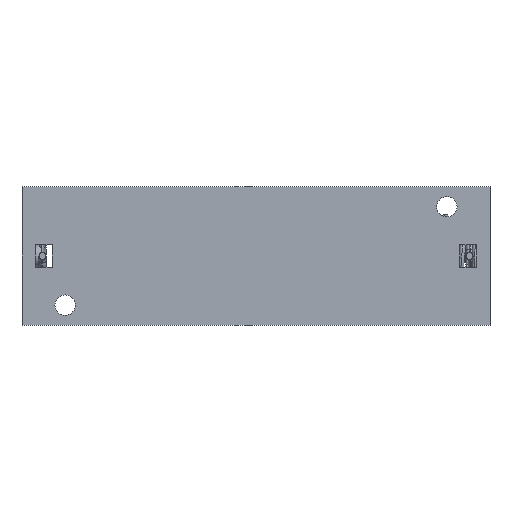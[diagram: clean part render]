
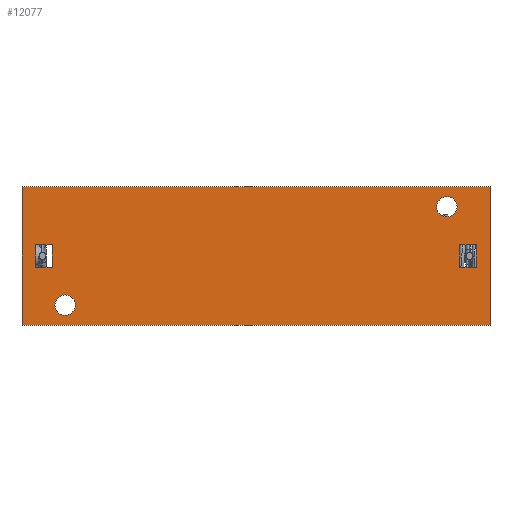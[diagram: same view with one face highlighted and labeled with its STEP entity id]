
A CAD part, front view. The second image highlights one B-rep face of the part: STEP entity #12077.
In plain terms, the highlighted planar face has unit normal (0, -1, 0).
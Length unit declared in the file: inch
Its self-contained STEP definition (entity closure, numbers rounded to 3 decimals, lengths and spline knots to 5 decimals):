
#116 = DIRECTION ( 'NONE',  ( 0., 1., 0. ) ) ;
#169 = VERTEX_POINT ( 'NONE', #29288 ) ;
#237 = LINE ( 'NONE', #9381, #34769 ) ;
#555 = CIRCLE ( 'NONE', #36108, 0.049 ) ;
#678 = CARTESIAN_POINT ( 'NONE',  ( -0.86173, -0.40627, 0.08338 ) ) ;
#1106 = CARTESIAN_POINT ( 'NONE',  ( -0.79973, -0.40627, -0.20662 ) ) ;
#1252 = VERTEX_POINT ( 'NONE', #13120 ) ;
#1923 = LINE ( 'NONE', #11903, #37514 ) ;
#1986 = EDGE_CURVE ( 'NONE', #13603, #1252, #3036, .T. ) ;
#2862 = CARTESIAN_POINT ( 'NONE',  ( -1.00673, -0.40627, 0.36188 ) ) ;
#3036 = CIRCLE ( 'NONE', #42188, 0.049 ) ;
#3219 = LINE ( 'NONE', #28790, #33071 ) ;
#3283 = LINE ( 'NONE', #30695, #29986 ) ;
#3871 = CARTESIAN_POINT ( 'NONE',  ( 1.03027, -0.40627, 0.26538 ) ) ;
#4251 = EDGE_CURVE ( 'NONE', #1252, #13603, #555, .T. ) ;
#4454 = DIRECTION ( 'NONE',  ( 0., 0., 1. ) ) ;
#4527 = EDGE_CURVE ( 'NONE', #38077, #13551, #42880, .T. ) ;
#4529 = VECTOR ( 'NONE', #17060, 39.37008 ) ;
#4594 = EDGE_LOOP ( 'NONE', ( #8216, #20441, #31812, #24690 ) ) ;
#5368 = DIRECTION ( 'NONE',  ( 0., 0., 1. ) ) ;
#5369 = VERTEX_POINT ( 'NONE', #42358 ) ;
#5797 = ORIENTED_EDGE ( 'NONE', *, *, #9208, .T. ) ;
#5863 = VERTEX_POINT ( 'NONE', #7973 ) ;
#6429 = VERTEX_POINT ( 'NONE', #27604 ) ;
#6552 = VERTEX_POINT ( 'NONE', #38427 ) ;
#6813 = LINE ( 'NONE', #28287, #23577 ) ;
#7070 = CARTESIAN_POINT ( 'NONE',  ( -0.79973, -0.40627, -0.25562 ) ) ;
#7221 = DIRECTION ( 'NONE',  ( 0., 0., 1. ) ) ;
#7264 = DIRECTION ( 'NONE',  ( -1., 0., 0. ) ) ;
#7683 = ORIENTED_EDGE ( 'NONE', *, *, #19683, .T. ) ;
#7973 = CARTESIAN_POINT ( 'NONE',  ( -0.94173, -0.40627, -0.02462 ) ) ;
#8164 = CARTESIAN_POINT ( 'NONE',  ( 1.17227, -0.40627, 0.36188 ) ) ;
#8216 = ORIENTED_EDGE ( 'NONE', *, *, #38503, .T. ) ;
#8451 = CIRCLE ( 'NONE', #10631, 0.049 ) ;
#8792 = EDGE_LOOP ( 'NONE', ( #7683, #28991 ) ) ;
#9208 = EDGE_CURVE ( 'NONE', #6429, #16699, #1923, .T. ) ;
#9381 = CARTESIAN_POINT ( 'NONE',  ( 1.09227, -0.40627, 0.36188 ) ) ;
#9472 = CARTESIAN_POINT ( 'NONE',  ( 1.23727, -0.40627, -0.02462 ) ) ;
#10141 = DIRECTION ( 'NONE',  ( 1., 0., 0. ) ) ;
#10631 = AXIS2_PLACEMENT_3D ( 'NONE', #1106, #24503, #4454 ) ;
#11150 = LINE ( 'NONE', #2862, #19023 ) ;
#11391 = DIRECTION ( 'NONE',  ( 0., 1., 0. ) ) ;
#11903 = CARTESIAN_POINT ( 'NONE',  ( 1.23727, -0.40627, 0.08338 ) ) ;
#12077 = ADVANCED_FACE ( 'NONE', ( #25702, #16815, #33580, #24655, #34590 ), #39725, .F. ) ;
#12481 = ORIENTED_EDGE ( 'NONE', *, *, #4527, .T. ) ;
#13120 = CARTESIAN_POINT ( 'NONE',  ( 1.03027, -0.40627, 0.31438 ) ) ;
#13551 = VERTEX_POINT ( 'NONE', #32467 ) ;
#13603 = VERTEX_POINT ( 'NONE', #22491 ) ;
#13763 = ORIENTED_EDGE ( 'NONE', *, *, #1986, .T. ) ;
#14231 = ORIENTED_EDGE ( 'NONE', *, *, #37270, .T. ) ;
#14888 = CARTESIAN_POINT ( 'NONE',  ( -1.00673, -0.40627, -0.30312 ) ) ;
#14999 = DIRECTION ( 'NONE',  ( -1., 0., 0. ) ) ;
#16338 = EDGE_CURVE ( 'NONE', #13551, #169, #26095, .T. ) ;
#16699 = VERTEX_POINT ( 'NONE', #678 ) ;
#16815 = FACE_BOUND ( 'NONE', #18474, .T. ) ;
#16841 = VERTEX_POINT ( 'NONE', #41282 ) ;
#17060 = DIRECTION ( 'NONE',  ( 0., 0., -1. ) ) ;
#17421 = VERTEX_POINT ( 'NONE', #18183 ) ;
#17432 = CIRCLE ( 'NONE', #23940, 0.049 ) ;
#17643 = DIRECTION ( 'NONE',  ( 0., 1., 0. ) ) ;
#17683 = EDGE_CURVE ( 'NONE', #6552, #38077, #237, .T. ) ;
#18183 = CARTESIAN_POINT ( 'NONE',  ( 1.23727, -0.40627, -0.30312 ) ) ;
#18474 = EDGE_LOOP ( 'NONE', ( #19408, #30042, #5797, #14231 ) ) ;
#19023 = VECTOR ( 'NONE', #26089, 39.37008 ) ;
#19408 = ORIENTED_EDGE ( 'NONE', *, *, #26842, .T. ) ;
#19683 = EDGE_CURVE ( 'NONE', #5369, #27409, #17432, .T. ) ;
#19972 = VECTOR ( 'NONE', #35499, 39.37008 ) ;
#20177 = CARTESIAN_POINT ( 'NONE',  ( 1.23727, -0.40627, 0.36188 ) ) ;
#20441 = ORIENTED_EDGE ( 'NONE', *, *, #34552, .F. ) ;
#20994 = VERTEX_POINT ( 'NONE', #23337 ) ;
#20995 = ORIENTED_EDGE ( 'NONE', *, *, #37098, .T. ) ;
#22491 = CARTESIAN_POINT ( 'NONE',  ( 1.03027, -0.40627, 0.21638 ) ) ;
#22562 = CARTESIAN_POINT ( 'NONE',  ( 1.23727, -0.40627, 0.36188 ) ) ;
#22588 = VERTEX_POINT ( 'NONE', #22562 ) ;
#23192 = AXIS2_PLACEMENT_3D ( 'NONE', #20177, #116, #23526 ) ;
#23264 = ORIENTED_EDGE ( 'NONE', *, *, #4251, .T. ) ;
#23337 = CARTESIAN_POINT ( 'NONE',  ( -1.00673, -0.40627, 0.36188 ) ) ;
#23526 = DIRECTION ( 'NONE',  ( 0., 0., 1. ) ) ;
#23562 = EDGE_CURVE ( 'NONE', #5863, #6429, #3219, .T. ) ;
#23566 = EDGE_CURVE ( 'NONE', #22588, #20994, #37741, .T. ) ;
#23577 = VECTOR ( 'NONE', #24908, 39.37008 ) ;
#23940 = AXIS2_PLACEMENT_3D ( 'NONE', #31431, #11391, #34772 ) ;
#24503 = DIRECTION ( 'NONE',  ( 0., 1., 0. ) ) ;
#24655 = FACE_BOUND ( 'NONE', #29029, .T. ) ;
#24690 = ORIENTED_EDGE ( 'NONE', *, *, #23566, .T. ) ;
#24908 = DIRECTION ( 'NONE',  ( 0., 0., -1. ) ) ;
#25702 = FACE_BOUND ( 'NONE', #41409, .T. ) ;
#26089 = DIRECTION ( 'NONE',  ( 0., 0., -1. ) ) ;
#26095 = LINE ( 'NONE', #8164, #34984 ) ;
#26139 = DIRECTION ( 'NONE',  ( -1., 0., 0. ) ) ;
#26842 = EDGE_CURVE ( 'NONE', #16841, #5863, #3283, .T. ) ;
#27287 = DIRECTION ( 'NONE',  ( 0., 1., 0. ) ) ;
#27409 = VERTEX_POINT ( 'NONE', #7070 ) ;
#27590 = EDGE_CURVE ( 'NONE', #22588, #17421, #6813, .T. ) ;
#27604 = CARTESIAN_POINT ( 'NONE',  ( -0.94173, -0.40627, 0.08338 ) ) ;
#27774 = VECTOR ( 'NONE', #14999, 39.37008 ) ;
#28223 = DIRECTION ( 'NONE',  ( 0., 0., -1. ) ) ;
#28287 = CARTESIAN_POINT ( 'NONE',  ( 1.23727, -0.40627, 0.36188 ) ) ;
#28790 = CARTESIAN_POINT ( 'NONE',  ( -0.94173, -0.40627, 0.36188 ) ) ;
#28991 = ORIENTED_EDGE ( 'NONE', *, *, #32320, .T. ) ;
#29029 = EDGE_LOOP ( 'NONE', ( #23264, #13763 ) ) ;
#29288 = CARTESIAN_POINT ( 'NONE',  ( 1.17227, -0.40627, -0.02462 ) ) ;
#29986 = VECTOR ( 'NONE', #7264, 39.37008 ) ;
#30042 = ORIENTED_EDGE ( 'NONE', *, *, #23562, .T. ) ;
#30695 = CARTESIAN_POINT ( 'NONE',  ( 1.23727, -0.40627, -0.02462 ) ) ;
#30751 = VECTOR ( 'NONE', #26139, 39.37008 ) ;
#31431 = CARTESIAN_POINT ( 'NONE',  ( -0.79973, -0.40627, -0.20662 ) ) ;
#31674 = CARTESIAN_POINT ( 'NONE',  ( 1.23727, -0.40627, -0.30312 ) ) ;
#31805 = LINE ( 'NONE', #9472, #30751 ) ;
#31812 = ORIENTED_EDGE ( 'NONE', *, *, #27590, .F. ) ;
#32168 = CARTESIAN_POINT ( 'NONE',  ( 1.23727, -0.40627, 0.36188 ) ) ;
#32320 = EDGE_CURVE ( 'NONE', #27409, #5369, #8451, .T. ) ;
#32467 = CARTESIAN_POINT ( 'NONE',  ( 1.17227, -0.40627, 0.08338 ) ) ;
#33071 = VECTOR ( 'NONE', #5368, 39.37008 ) ;
#33460 = CARTESIAN_POINT ( 'NONE',  ( 1.09227, -0.40627, 0.08338 ) ) ;
#33580 = FACE_BOUND ( 'NONE', #8792, .T. ) ;
#34007 = VECTOR ( 'NONE', #10141, 39.37008 ) ;
#34552 = EDGE_CURVE ( 'NONE', #17421, #35904, #37730, .T. ) ;
#34590 = FACE_OUTER_BOUND ( 'NONE', #4594, .T. ) ;
#34769 = VECTOR ( 'NONE', #39631, 39.37008 ) ;
#34772 = DIRECTION ( 'NONE',  ( 0., 0., 1. ) ) ;
#34984 = VECTOR ( 'NONE', #28223, 39.37008 ) ;
#35499 = DIRECTION ( 'NONE',  ( -1., 0., 0. ) ) ;
#35622 = ORIENTED_EDGE ( 'NONE', *, *, #17683, .T. ) ;
#35904 = VERTEX_POINT ( 'NONE', #14888 ) ;
#36019 = CARTESIAN_POINT ( 'NONE',  ( 1.23727, -0.40627, 0.08338 ) ) ;
#36108 = AXIS2_PLACEMENT_3D ( 'NONE', #3871, #27287, #7221 ) ;
#36955 = CARTESIAN_POINT ( 'NONE',  ( -0.86173, -0.40627, 0.36188 ) ) ;
#37098 = EDGE_CURVE ( 'NONE', #169, #6552, #31805, .T. ) ;
#37270 = EDGE_CURVE ( 'NONE', #16699, #16841, #39086, .T. ) ;
#37514 = VECTOR ( 'NONE', #38941, 39.37008 ) ;
#37682 = CARTESIAN_POINT ( 'NONE',  ( 1.03027, -0.40627, 0.26538 ) ) ;
#37730 = LINE ( 'NONE', #31674, #27774 ) ;
#37741 = LINE ( 'NONE', #32168, #19972 ) ;
#38077 = VERTEX_POINT ( 'NONE', #33460 ) ;
#38427 = CARTESIAN_POINT ( 'NONE',  ( 1.09227, -0.40627, -0.02462 ) ) ;
#38503 = EDGE_CURVE ( 'NONE', #20994, #35904, #11150, .T. ) ;
#38941 = DIRECTION ( 'NONE',  ( 1., 0., 0. ) ) ;
#39086 = LINE ( 'NONE', #36955, #4529 ) ;
#39631 = DIRECTION ( 'NONE',  ( 0., 0., 1. ) ) ;
#39725 = PLANE ( 'NONE',  #23192 ) ;
#41006 = DIRECTION ( 'NONE',  ( 0., 0., 1. ) ) ;
#41282 = CARTESIAN_POINT ( 'NONE',  ( -0.86173, -0.40627, -0.02462 ) ) ;
#41409 = EDGE_LOOP ( 'NONE', ( #35622, #12481, #41907, #20995 ) ) ;
#41907 = ORIENTED_EDGE ( 'NONE', *, *, #16338, .T. ) ;
#42188 = AXIS2_PLACEMENT_3D ( 'NONE', #37682, #17643, #41006 ) ;
#42358 = CARTESIAN_POINT ( 'NONE',  ( -0.79973, -0.40627, -0.15762 ) ) ;
#42880 = LINE ( 'NONE', #36019, #34007 ) ;
